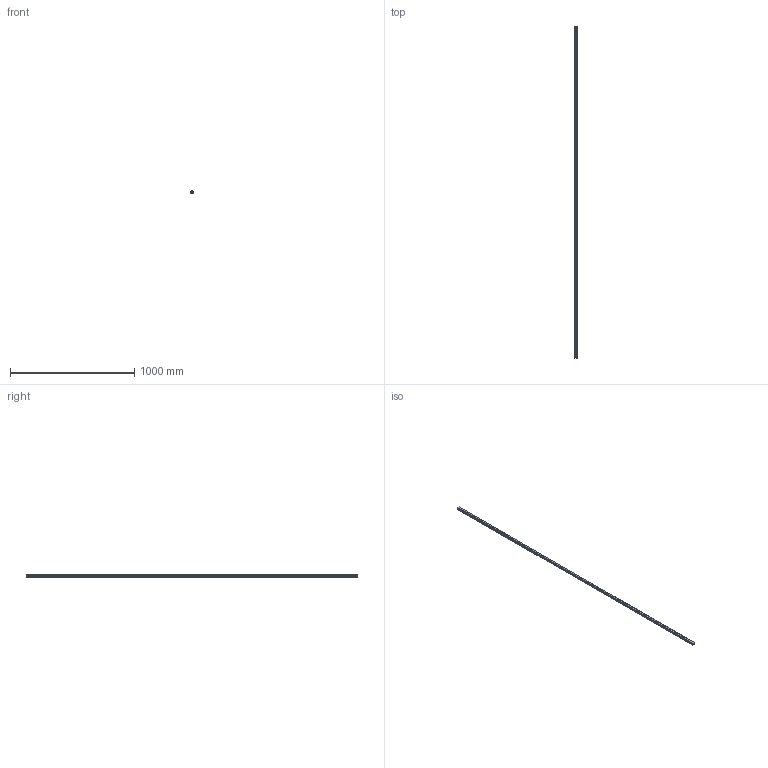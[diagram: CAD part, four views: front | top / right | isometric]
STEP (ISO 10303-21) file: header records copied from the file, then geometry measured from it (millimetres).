
FILE_DESCRIPTION(('STEP AP214'),'1');
FILE_NAME('cctmp_3409E3A5-2BB8-4B63-A089-48FD0173CB3B_2021_01_21_15_01_30_0385..stp','2021-01-21T14:01:30',('HIWIN GmbH'),('CADClick - www.CADClick.com'),'Spatial InterOp 3D',' ','unknown authorization');
FILE_SCHEMA(('AUTOMOTIVE_DESIGN'));
Length unit declared in the file: millimetre
Products named in the file (1): HGR20T2670C_FILE
Bounding box: 20 x 2670 x 17.5 mm (x, y, z)
Volume: 788476.8 mm3; surface area: 212949.8 mm2
Topology: 1 solids, 1 shells, 287 faces, 753 edges, 427 vertices
Faces by surface type: cylinder 112, cone 90, plane 85
Entity records: 10441 total; most frequent: DIRECTION 1463, CARTESIAN_POINT 1378, ORIENTED_EDGE 1326, EDGE_CURVE 663, AXIS2_PLACEMENT_3D 512, LINE 439, VECTOR 439, VERTEX_POINT 427
